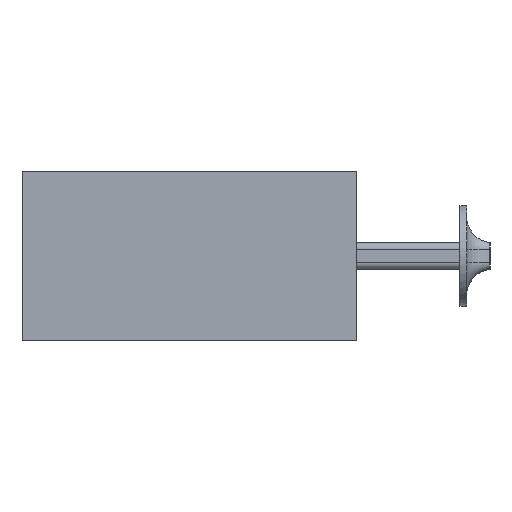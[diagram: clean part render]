
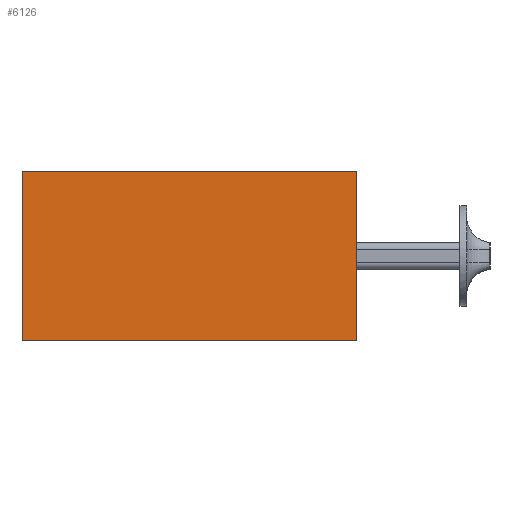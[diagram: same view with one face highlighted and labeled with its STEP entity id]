
A CAD part, left-side view. The second image highlights one B-rep face of the part: STEP entity #6126.
In plain terms, the highlighted planar face has unit normal (-1, 0, 0).
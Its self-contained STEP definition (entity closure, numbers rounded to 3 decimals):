
#204 = LINE ( 'NONE', #6441, #5204 ) ;
#269 = CARTESIAN_POINT ( 'NONE',  ( -1.27, 5., 1.27 ) ) ;
#348 = CARTESIAN_POINT ( 'NONE',  ( -1.27, 5., 1.27 ) ) ;
#987 = ORIENTED_EDGE ( 'NONE', *, *, #2596, .F. ) ;
#1622 = EDGE_LOOP ( 'NONE', ( #14232, #5862, #987, #8331 ) ) ;
#1807 = LINE ( 'NONE', #13070, #4127 ) ;
#1859 = CARTESIAN_POINT ( 'NONE',  ( -1.27, 5., -1.27 ) ) ;
#2196 = CARTESIAN_POINT ( 'NONE',  ( -1.27, 0., -1.27 ) ) ;
#2596 = EDGE_CURVE ( 'NONE', #14465, #12845, #204, .T. ) ;
#2876 = PLANE ( 'NONE',  #10884 ) ;
#3867 = LINE ( 'NONE', #8471, #15242 ) ;
#4127 = VECTOR ( 'NONE', #16104, 1000. ) ;
#4892 = DIRECTION ( 'NONE',  ( 0., -1., 0. ) ) ;
#5204 = VECTOR ( 'NONE', #18927, 1000. ) ;
#5862 = ORIENTED_EDGE ( 'NONE', *, *, #13863, .F. ) ;
#6126 = ADVANCED_FACE ( 'NONE', ( #6131 ), #2876, .F. ) ;
#6131 = FACE_OUTER_BOUND ( 'NONE', #1622, .T. ) ;
#6441 = CARTESIAN_POINT ( 'NONE',  ( -1.27, 5., -1.27 ) ) ;
#7789 = DIRECTION ( 'NONE',  ( 0., 0., -1. ) ) ;
#8331 = ORIENTED_EDGE ( 'NONE', *, *, #16023, .T. ) ;
#8471 = CARTESIAN_POINT ( 'NONE',  ( -1.27, 0., -1.27 ) ) ;
#8984 = EDGE_CURVE ( 'NONE', #17284, #18883, #3867, .T. ) ;
#10884 = AXIS2_PLACEMENT_3D ( 'NONE', #13821, #15624, #7789 ) ;
#10908 = CARTESIAN_POINT ( 'NONE',  ( -1.27, 0., 1.27 ) ) ;
#12845 = VERTEX_POINT ( 'NONE', #348 ) ;
#13070 = CARTESIAN_POINT ( 'NONE',  ( -1.27, 5., -1.27 ) ) ;
#13821 = CARTESIAN_POINT ( 'NONE',  ( -1.27, 5., -1.27 ) ) ;
#13863 = EDGE_CURVE ( 'NONE', #12845, #18883, #17344, .T. ) ;
#14232 = ORIENTED_EDGE ( 'NONE', *, *, #8984, .T. ) ;
#14465 = VERTEX_POINT ( 'NONE', #1859 ) ;
#15242 = VECTOR ( 'NONE', #17964, 1000. ) ;
#15624 = DIRECTION ( 'NONE',  ( 1., 0., 0. ) ) ;
#15748 = VECTOR ( 'NONE', #4892, 1000. ) ;
#16023 = EDGE_CURVE ( 'NONE', #14465, #17284, #1807, .T. ) ;
#16104 = DIRECTION ( 'NONE',  ( 0., -1., 0. ) ) ;
#17284 = VERTEX_POINT ( 'NONE', #2196 ) ;
#17344 = LINE ( 'NONE', #269, #15748 ) ;
#17964 = DIRECTION ( 'NONE',  ( 0., 0., 1. ) ) ;
#18883 = VERTEX_POINT ( 'NONE', #10908 ) ;
#18927 = DIRECTION ( 'NONE',  ( 0., 0., 1. ) ) ;
